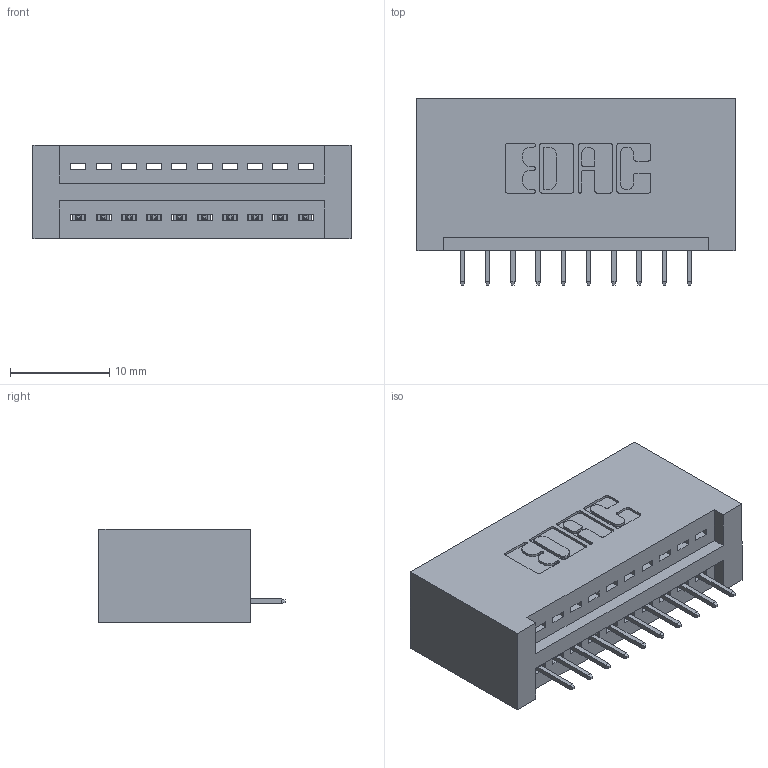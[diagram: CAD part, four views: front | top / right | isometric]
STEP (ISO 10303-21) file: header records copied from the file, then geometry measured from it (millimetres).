
FILE_DESCRIPTION (( 'STEP AP203' ), '1' );
FILE_NAME ('395-010-525-101.STEP', '2020-09-23T05:41:56', ( '' ), ( '' ), 'SwSTEP 2.0', 'SolidWorks 2020', '' );
FILE_SCHEMA (( 'CONFIG_CONTROL_DESIGN' ));
Length unit declared in the file: inch
Products named in the file (3): 345 Part_No Mounting Lugs; 345-292-001_345-293-125; 395-010-525-101
Assembly tree (11 placements, depth 2):
  395-010-525-101
    345 Part_No Mounting Lugs
    345-292-001_345-293-125  x10
Bounding box: 32 x 18.72 x 9.4 mm (x, y, z)
Volume: 3321.2 mm3; surface area: 4032.6 mm2
Topology: 11 solids, 11 shells, 738 faces, 2117 edges, 1370 vertices
Faces by surface type: plane 536, cylinder 202
Entity records: 11631 total; most frequent: CARTESIAN_POINT 2022, ORIENTED_EDGE 1966, DIRECTION 1807, EDGE_CURVE 983, VECTOR 823, LINE 823, VERTEX_POINT 650, AXIS2_PLACEMENT_3D 492
